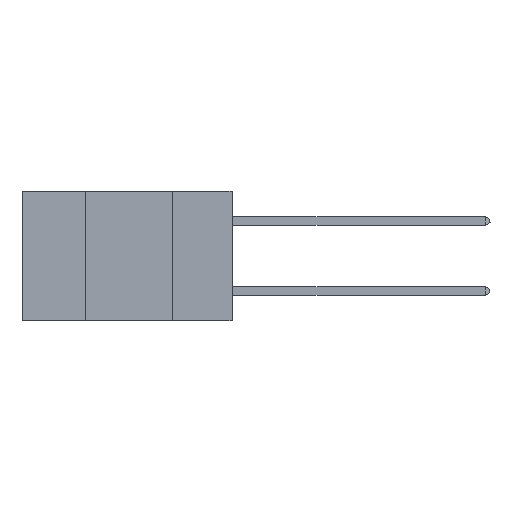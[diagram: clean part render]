
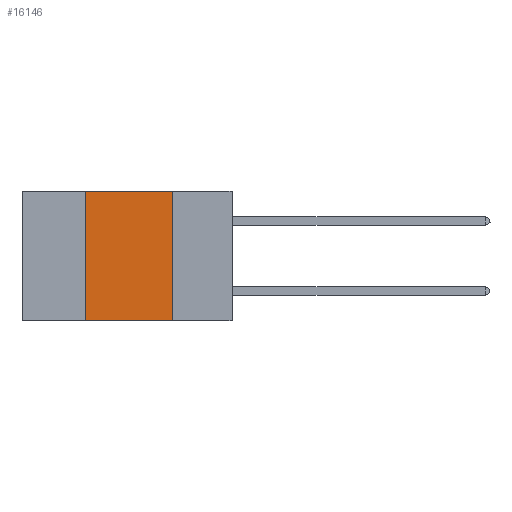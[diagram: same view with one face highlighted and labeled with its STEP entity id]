
A CAD part, left-side view. The second image highlights one B-rep face of the part: STEP entity #16146.
In plain terms, the highlighted planar face has unit normal (-1, 0, 0).
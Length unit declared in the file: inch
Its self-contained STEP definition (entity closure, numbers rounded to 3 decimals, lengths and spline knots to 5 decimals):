
#178 = VECTOR ( 'NONE', #736, 39.37008 ) ;
#520 = ORIENTED_EDGE ( 'NONE', *, *, #6611, .T. ) ;
#736 = DIRECTION ( 'NONE',  ( 0., -1., 0. ) ) ;
#1468 = DIRECTION ( 'NONE',  ( 0., 0., -1. ) ) ;
#1632 = DIRECTION ( 'NONE',  ( 1., 0., 0. ) ) ;
#3357 = DIRECTION ( 'NONE',  ( 0., 0., -1. ) ) ;
#3480 = CARTESIAN_POINT ( 'NONE',  ( 0., 0.42, -0.37 ) ) ;
#3513 = CARTESIAN_POINT ( 'NONE',  ( 0., 0.17, 0. ) ) ;
#4932 = EDGE_CURVE ( 'NONE', #17276, #15655, #18785, .T. ) ;
#6156 = DIRECTION ( 'NONE',  ( 0., -1., 0. ) ) ;
#6468 = CARTESIAN_POINT ( 'NONE',  ( 0., 0.6, 0. ) ) ;
#6611 = EDGE_CURVE ( 'NONE', #17276, #20413, #23589, .T. ) ;
#8020 = CARTESIAN_POINT ( 'NONE',  ( 0., 0.6, 0. ) ) ;
#8165 = VERTEX_POINT ( 'NONE', #13033 ) ;
#11435 = CARTESIAN_POINT ( 'NONE',  ( 0., 0.42, 0. ) ) ;
#13026 = VECTOR ( 'NONE', #26263, 39.37008 ) ;
#13033 = CARTESIAN_POINT ( 'NONE',  ( 0., 0.17, 0. ) ) ;
#14041 = EDGE_CURVE ( 'NONE', #15655, #8165, #16169, .T. ) ;
#15655 = VERTEX_POINT ( 'NONE', #19182 ) ;
#15711 = LINE ( 'NONE', #3513, #28852 ) ;
#16146 = ADVANCED_FACE ( 'NONE', ( #19144 ), #29278, .F. ) ;
#16169 = LINE ( 'NONE', #8020, #24381 ) ;
#16239 = CARTESIAN_POINT ( 'NONE',  ( 0., 0.6, -0.37 ) ) ;
#17007 = EDGE_LOOP ( 'NONE', ( #32748, #26846, #23247, #520 ) ) ;
#17276 = VERTEX_POINT ( 'NONE', #3480 ) ;
#18785 = LINE ( 'NONE', #11435, #13026 ) ;
#19144 = FACE_OUTER_BOUND ( 'NONE', #17007, .T. ) ;
#19182 = CARTESIAN_POINT ( 'NONE',  ( 0., 0.42, 0. ) ) ;
#20413 = VERTEX_POINT ( 'NONE', #26684 ) ;
#22809 = AXIS2_PLACEMENT_3D ( 'NONE', #6468, #1632, #1468 ) ;
#23247 = ORIENTED_EDGE ( 'NONE', *, *, #4932, .F. ) ;
#23589 = LINE ( 'NONE', #16239, #178 ) ;
#24381 = VECTOR ( 'NONE', #6156, 39.37008 ) ;
#26263 = DIRECTION ( 'NONE',  ( 0., 0., 1. ) ) ;
#26684 = CARTESIAN_POINT ( 'NONE',  ( 0., 0.17, -0.37 ) ) ;
#26846 = ORIENTED_EDGE ( 'NONE', *, *, #14041, .F. ) ;
#28852 = VECTOR ( 'NONE', #3357, 39.37008 ) ;
#29278 = PLANE ( 'NONE',  #22809 ) ;
#31242 = EDGE_CURVE ( 'NONE', #8165, #20413, #15711, .T. ) ;
#32748 = ORIENTED_EDGE ( 'NONE', *, *, #31242, .F. ) ;
